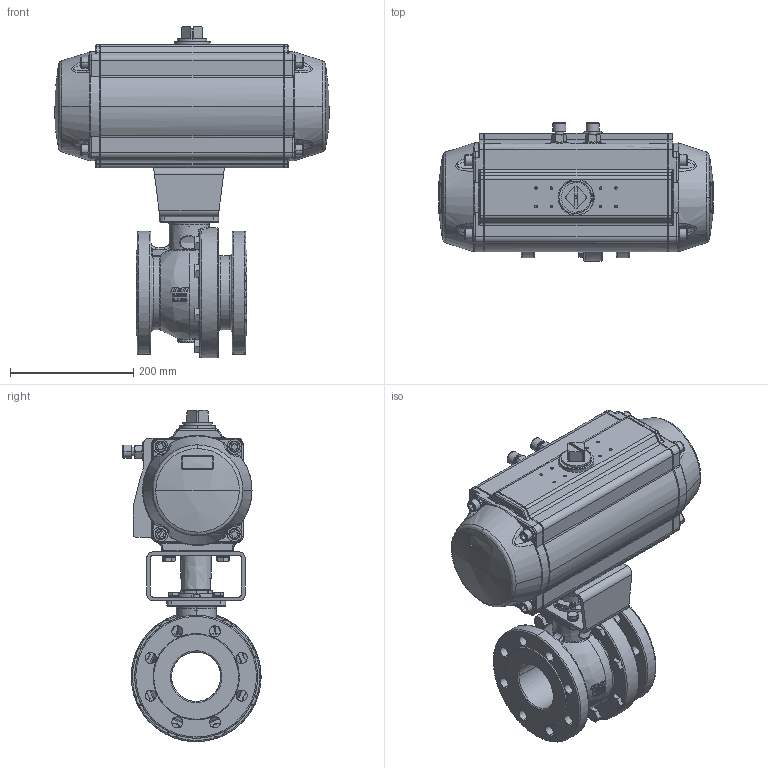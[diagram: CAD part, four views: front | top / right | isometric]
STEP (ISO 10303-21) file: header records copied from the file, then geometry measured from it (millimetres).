
FILE_DESCRIPTION (('STEP'), '1');
FILE_NAME ('NFA16-08-0804-6-160.stp', '2025-06-05T11:09:17', ('Unknown'), ('Unknown'), 'HarmonyWare STEP v2.1.9', 'HarmonyWare Translators', '');
FILE_SCHEMA (('CONFIG_CONTROL_DESIGN'));
Length unit declared in the file: millimetre
Products named in the file (5): DN80; Konsole; Antrieb 6-160
Assembly tree (4 placements, depth 2):
  (unnamed)
    DN80
    Konsole
    Konsole
    Antrieb 6-160
Bounding box: 446.52 x 224.5 x 538.4 mm (x, y, z)
Volume: 9010101.4 mm3; surface area: 1194042.9 mm2
Topology: 5 solids, 45 shells, 2900 faces, 7360 edges, 4664 vertices
Faces by surface type: bspline 2900
Entity records: 144274 total; most frequent: CARTESIAN_POINT 79452, ORIENTED_EDGE 14608, EDGE_CURVE 7304, VERTEX_POINT 4696, B_SPLINE_CURVE_WITH_KNOTS 3718, EDGE_LOOP 3228, COLOUR_RGB 2900, FILL_AREA_STYLE_COLOUR 2900
